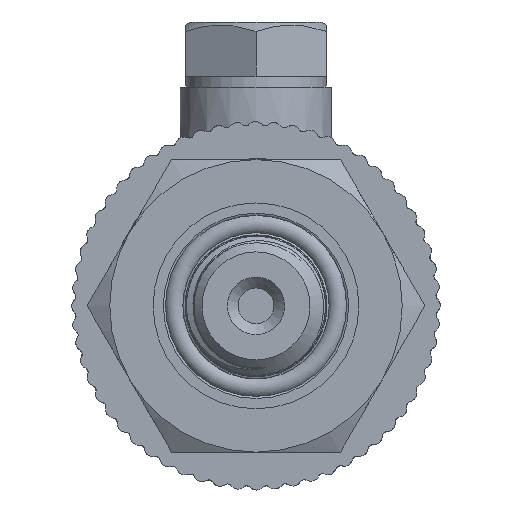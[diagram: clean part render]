
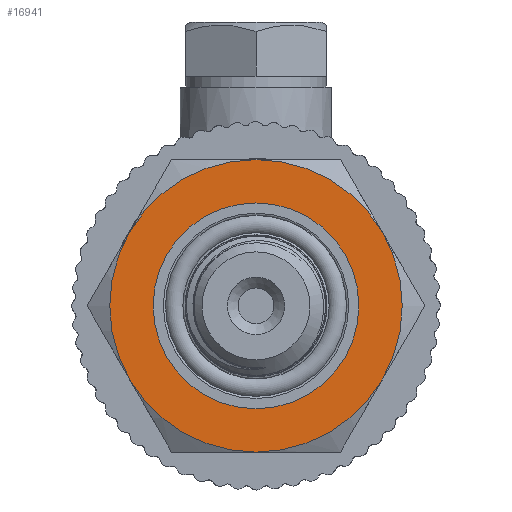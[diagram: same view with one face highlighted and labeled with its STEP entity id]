
A CAD part, left-side view. The second image highlights one B-rep face of the part: STEP entity #16941.
In plain terms, the highlighted conical face has half-angle 89.979 degrees and reference radius 11 mm.
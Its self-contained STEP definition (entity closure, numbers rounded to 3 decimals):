
#801=CONICAL_SURFACE('',#17886,11.,1.57);
#1127=FACE_OUTER_BOUND('',#2114,.T.);
#2114=EDGE_LOOP('',(#12529,#12530,#12531,#12532));
#2936=CIRCLE('',#17887,13.5);
#2937=CIRCLE('',#17888,9.5);
#4759=LINE('',#35143,#5802);
#5802=VECTOR('',#19622,11.);
#7067=VERTEX_POINT('',#35140);
#7068=VERTEX_POINT('',#35142);
#9126=EDGE_CURVE('',#7067,#7067,#2936,.T.);
#9127=EDGE_CURVE('',#7067,#7068,#4759,.T.);
#9128=EDGE_CURVE('',#7068,#7068,#2937,.T.);
#12529=ORIENTED_EDGE('',*,*,#9126,.F.);
#12530=ORIENTED_EDGE('',*,*,#9127,.T.);
#12531=ORIENTED_EDGE('',*,*,#9128,.T.);
#12532=ORIENTED_EDGE('',*,*,#9127,.F.);
#16941=ADVANCED_FACE('',(#1127),#801,.T.);
#17886=AXIS2_PLACEMENT_3D('',#35139,#19618,#19619);
#17887=AXIS2_PLACEMENT_3D('',#35141,#19620,#19621);
#17888=AXIS2_PLACEMENT_3D('',#35144,#19623,#19624);
#19618=DIRECTION('center_axis',(1.,0.,0.));
#19619=DIRECTION('ref_axis',(0.,1.,0.));
#19620=DIRECTION('center_axis',(1.,0.,0.));
#19621=DIRECTION('ref_axis',(0.,1.,0.));
#19622=DIRECTION('',(0.,1.,0.));
#19623=DIRECTION('center_axis',(1.,0.,0.));
#19624=DIRECTION('ref_axis',(0.,0.,-1.));
#35139=CARTESIAN_POINT('Origin',(-46.999,0.,0.));
#35140=CARTESIAN_POINT('',(-46.999,-13.5,0.));
#35141=CARTESIAN_POINT('Origin',(-46.999,0.,
0.));
#35142=CARTESIAN_POINT('',(-47.,-9.5,0.));
#35143=CARTESIAN_POINT('',(-46.999,-11.,0.));
#35144=CARTESIAN_POINT('Origin',(-47.,0.,0.));
